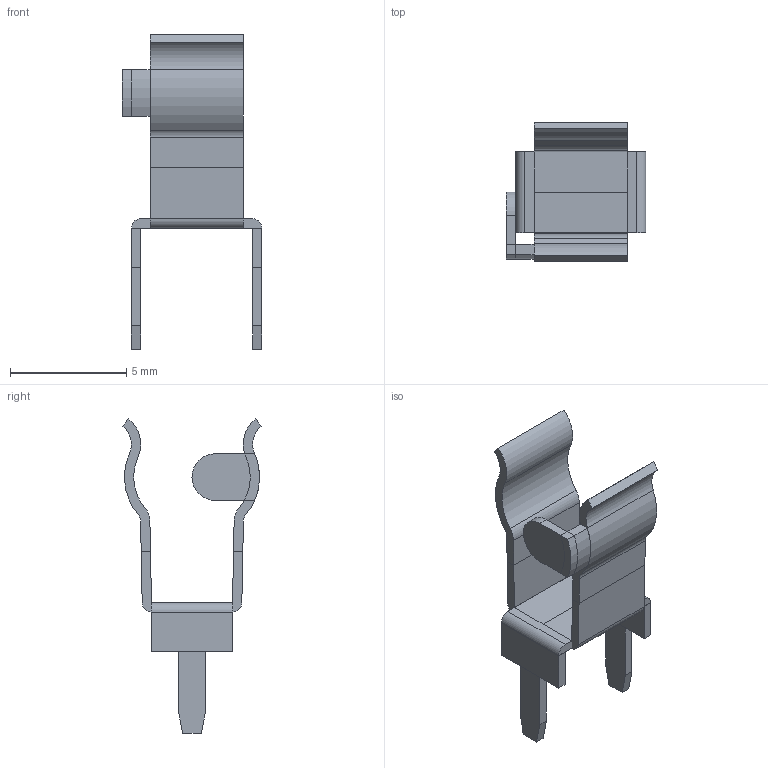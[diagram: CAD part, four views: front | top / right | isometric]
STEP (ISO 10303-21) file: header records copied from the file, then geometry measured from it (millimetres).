
FILE_DESCRIPTION((''),'2;1');
FILE_NAME('FUSH_LITTELFUSE_520.stp','2013-06-19T13:21:07',(''),(''),'Mechanical Desktop 2011','Mechanical Desktop 2011',', , ');
FILE_SCHEMA(('AUTOMOTIVE_DESIGN { 1 2 10303 214 1 1 1 1 }'));
Length unit declared in the file: millimetre
Products named in the file (1): Product
Bounding box: 6 x 5.96 x 13.5 mm (x, y, z)
Volume: 51 mm3; surface area: 313 mm2
Topology: 11 solids, 11 shells, 89 faces, 201 edges, 134 vertices
Faces by surface type: plane 46, bspline 23, cylinder 20
Entity records: 2525 total; most frequent: CARTESIAN_POINT 508, ORIENTED_EDGE 402, DIRECTION 377, EDGE_CURVE 201, VECTOR 159, LINE 159, VERTEX_POINT 134, AXIS2_PLACEMENT_3D 109
